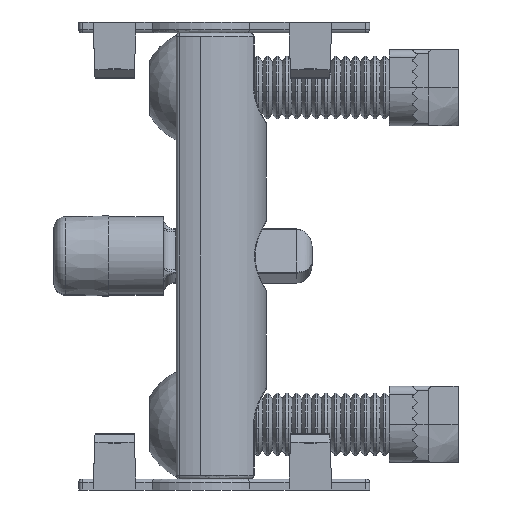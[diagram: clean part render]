
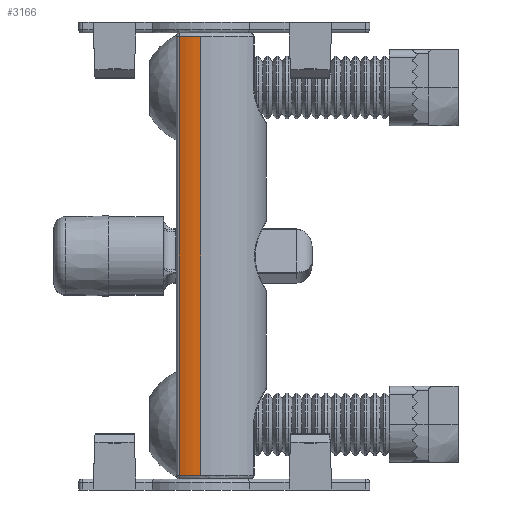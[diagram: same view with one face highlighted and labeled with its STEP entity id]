
A CAD part, left-side view. The second image highlights one B-rep face of the part: STEP entity #3166.
In plain terms, the highlighted cylindrical face has radius 8.4 mm (diameter 16.8 mm), a partial arc.
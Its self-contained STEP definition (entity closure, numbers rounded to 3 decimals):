
#393 = VERTEX_POINT ( 'NONE', #2478 ) ;
#394 = VERTEX_POINT ( 'NONE', #2503 ) ;
#405 = VERTEX_POINT ( 'NONE', #2481 ) ;
#412 = VERTEX_POINT ( 'NONE', #2172 ) ;
#2172 = CARTESIAN_POINT ( 'NONE',  ( -7.932, 2.765, -28. ) ) ;
#2478 = CARTESIAN_POINT ( 'NONE',  ( -8.4, 0., 28. ) ) ;
#2481 = CARTESIAN_POINT ( 'NONE',  ( -7.932, 2.765, 28. ) ) ;
#2503 = CARTESIAN_POINT ( 'NONE',  ( -8.4, 0., -28. ) ) ;
#3166 = ADVANCED_FACE ( 'NONE', ( #11799 ), #11821, .T. ) ;
#4486 = DIRECTION ( 'NONE',  ( 0., 0., -1. ) ) ;
#4487 = DIRECTION ( 'NONE',  ( -1., 0., 0. ) ) ;
#4490 = CARTESIAN_POINT ( 'NONE',  ( 0., 0., 28.5 ) ) ;
#6131 = EDGE_CURVE ( 'NONE', #393, #394, #7312, .T. ) ;
#6153 = EDGE_CURVE ( 'NONE', #393, #405, #7340, .T. ) ;
#6154 = EDGE_CURVE ( 'NONE', #405, #412, #7337, .T. ) ;
#6155 = EDGE_CURVE ( 'NONE', #412, #394, #7343, .T. ) ;
#7312 = LINE ( 'NONE', #10285, #7314 ) ;
#7314 = VECTOR ( 'NONE', #10284, 1000. ) ;
#7337 = LINE ( 'NONE', #10515, #7344 ) ;
#7340 = CIRCLE ( 'NONE', #15194, 8.4 ) ;
#7343 = CIRCLE ( 'NONE', #15196, 8.4 ) ;
#7344 = VECTOR ( 'NONE', #10509, 1000. ) ;
#10284 = DIRECTION ( 'NONE',  ( 0., 0., -1. ) ) ;
#10285 = CARTESIAN_POINT ( 'NONE',  ( -8.4, 0., 28.5 ) ) ;
#10509 = DIRECTION ( 'NONE',  ( 0., 0., -1. ) ) ;
#10515 = CARTESIAN_POINT ( 'NONE',  ( -7.932, 2.765, 28.5 ) ) ;
#10517 = CARTESIAN_POINT ( 'NONE',  ( 0., 0., 28. ) ) ;
#10519 = DIRECTION ( 'NONE',  ( 0., 0., -1. ) ) ;
#10521 = DIRECTION ( 'NONE',  ( 1., 0., 0. ) ) ;
#10529 = CARTESIAN_POINT ( 'NONE',  ( 0., 0., -28. ) ) ;
#10531 = DIRECTION ( 'NONE',  ( 0., 0., 1. ) ) ;
#10533 = DIRECTION ( 'NONE',  ( 1., 0., 0. ) ) ;
#10923 = ORIENTED_EDGE ( 'NONE', *, *, #6155, .T. ) ;
#10932 = ORIENTED_EDGE ( 'NONE', *, *, #6154, .T. ) ;
#10938 = ORIENTED_EDGE ( 'NONE', *, *, #6153, .T. ) ;
#10946 = ORIENTED_EDGE ( 'NONE', *, *, #6131, .F. ) ;
#11799 = FACE_OUTER_BOUND ( 'NONE', #16028, .T. ) ;
#11821 = CYLINDRICAL_SURFACE ( 'NONE', #14826, 8.4 ) ;
#14826 = AXIS2_PLACEMENT_3D ( 'NONE', #4490, #4486, #4487 ) ;
#15194 = AXIS2_PLACEMENT_3D ( 'NONE', #10517, #10519, #10521 ) ;
#15196 = AXIS2_PLACEMENT_3D ( 'NONE', #10529, #10531, #10533 ) ;
#16028 = EDGE_LOOP ( 'NONE', ( #10946, #10938, #10932, #10923 ) ) ;
